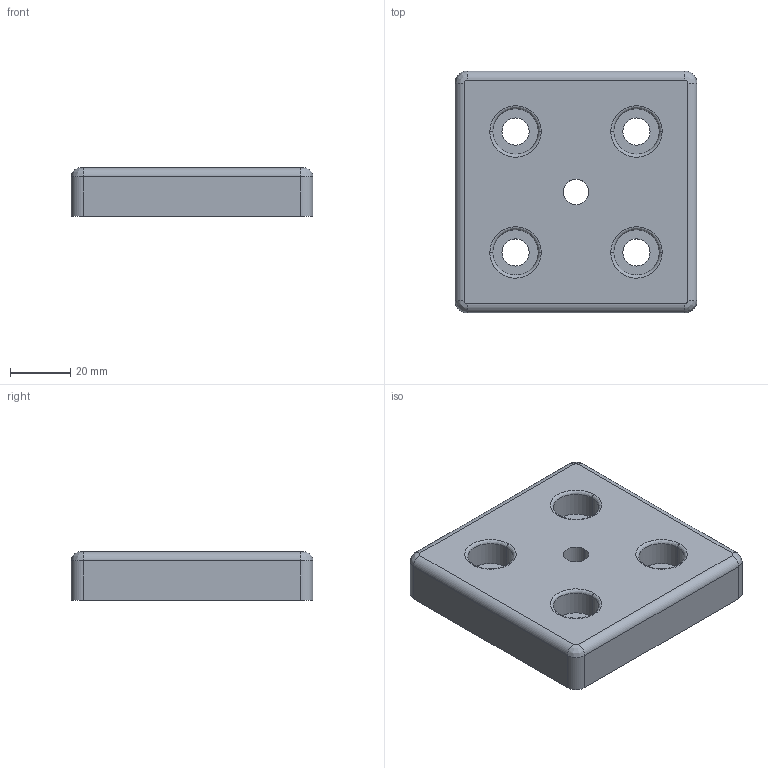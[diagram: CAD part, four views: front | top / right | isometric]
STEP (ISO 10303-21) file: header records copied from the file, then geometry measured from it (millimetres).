
FILE_DESCRIPTION (( 'STEP AP214' ), '1' );
FILE_NAME ('093t80801008s.STEP', '2014-09-05T12:09:51', ( '' ), ( '' ), 'SwSTEP 2.0', 'SolidWorks 2014', '' );
FILE_SCHEMA (( 'AUTOMOTIVE_DESIGN' ));
Length unit declared in the file: millimetre
Products named in the file (1): 093t80801008s
Bounding box: 80 x 80 x 16 mm (x, y, z)
Volume: 59386.4 mm3; surface area: 29143.7 mm2
Topology: 1 solids, 1 shells, 279 faces, 669 edges, 380 vertices
Faces by surface type: cylinder 131, bspline 98, plane 50
Entity records: 13884 total; most frequent: CARTESIAN_POINT 4672, DIRECTION 1313, ORIENTED_EDGE 1290, EDGE_CURVE 645, AXIS2_PLACEMENT_3D 537, VERTEX_POINT 380, CIRCLE 355, EDGE_LOOP 301
